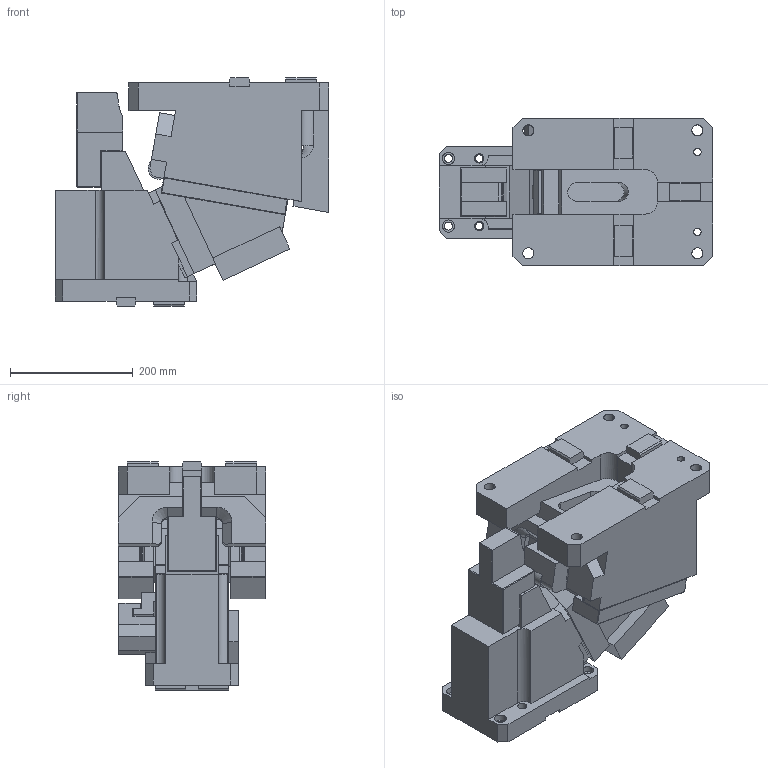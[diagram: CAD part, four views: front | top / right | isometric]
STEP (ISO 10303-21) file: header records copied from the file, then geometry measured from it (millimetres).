
FILE_DESCRIPTION(('CATIA V5 STEP Exchange'),'2;1');
FILE_NAME('CACG_150_65.stp','2015-04-22T08:32:47+00:00',('none'),('none'),'CATIA Version 5 Release 19 SP 2 (IN-10)','CATIA V5 STEP AP203','none');
FILE_SCHEMA(('CONFIG_CONTROL_DESIGN'));
Length unit declared in the file: millimetre
Products named in the file (1): CACG_150_65
Bounding box: 445 x 240 x 372 mm (x, y, z)
Volume: 18217325.9 mm3; surface area: 1010936.8 mm2
Topology: 3 solids, 9 shells, 523 faces, 1425 edges, 925 vertices
Faces by surface type: plane 374, cylinder 145, cone 2, torus 2
Entity records: 18733 total; most frequent: CARTESIAN_POINT 6290, ORIENTED_EDGE 2846, DIRECTION 2051, EDGE_CURVE 1423, VECTOR 1149, LINE 1149, VERTEX_POINT 925, EDGE_LOOP 568
